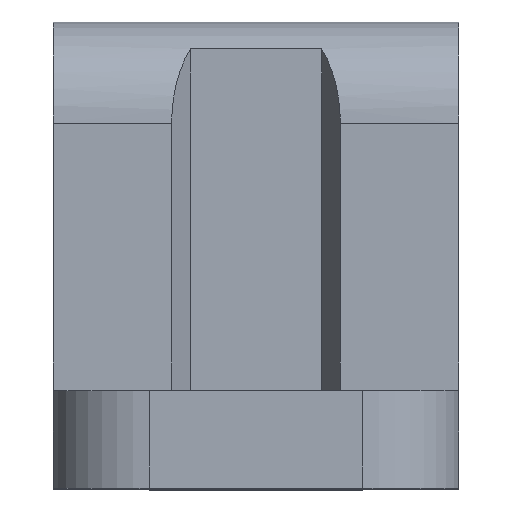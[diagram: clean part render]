
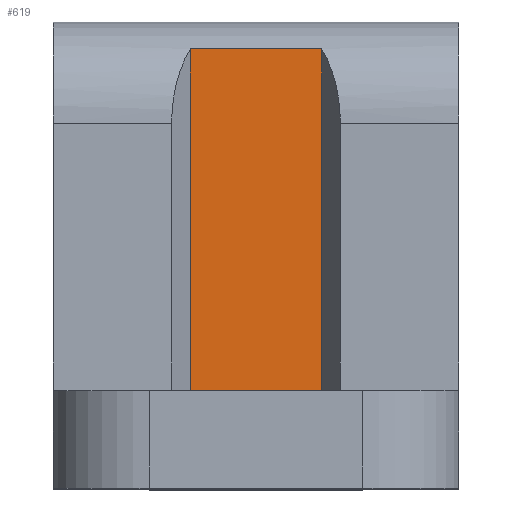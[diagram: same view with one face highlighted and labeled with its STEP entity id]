
A CAD part, top view. The second image highlights one B-rep face of the part: STEP entity #619.
In plain terms, the highlighted planar face has unit normal (0, 0, 1).
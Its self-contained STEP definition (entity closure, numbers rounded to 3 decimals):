
#27 = LINE ( 'NONE', #966, #894 ) ;
#51 = LINE ( 'NONE', #533, #943 ) ;
#73 = CARTESIAN_POINT ( 'NONE',  ( 6.617, -5.832, 6.865 ) ) ;
#124 = VERTEX_POINT ( 'NONE', #1297 ) ;
#231 = CARTESIAN_POINT ( 'NONE',  ( 3.383, 20.418, 6.865 ) ) ;
#249 = ORIENTED_EDGE ( 'NONE', *, *, #478, .F. ) ;
#251 = CARTESIAN_POINT ( 'NONE',  ( 3.383, 3.851, 6.865 ) ) ;
#340 = DIRECTION ( 'NONE',  ( 0., 0., 1. ) ) ;
#341 = ORIENTED_EDGE ( 'NONE', *, *, #580, .T. ) ;
#376 = EDGE_CURVE ( 'NONE', #124, #1486, #27, .T. ) ;
#411 = VECTOR ( 'NONE', #655, 1000. ) ;
#425 = DIRECTION ( 'NONE',  ( -1., 0., 0. ) ) ;
#458 = ORIENTED_EDGE ( 'NONE', *, *, #376, .T. ) ;
#478 = EDGE_CURVE ( 'NONE', #484, #808, #51, .T. ) ;
#484 = VERTEX_POINT ( 'NONE', #73 ) ;
#533 = CARTESIAN_POINT ( 'NONE',  ( 6.617, -5.832, 6.865 ) ) ;
#561 = ORIENTED_EDGE ( 'NONE', *, *, #834, .F. ) ;
#580 = EDGE_CURVE ( 'NONE', #1486, #808, #1265, .T. ) ;
#614 = EDGE_LOOP ( 'NONE', ( #458, #341, #249, #561 ) ) ;
#619 = ADVANCED_FACE ( 'NONE', ( #1506 ), #703, .T. ) ;
#655 = DIRECTION ( 'NONE',  ( 0., -1., 0. ) ) ;
#677 = DIRECTION ( 'NONE',  ( 0., -1., 0. ) ) ;
#703 = PLANE ( 'NONE',  #1314 ) ;
#738 = CARTESIAN_POINT ( 'NONE',  ( 3.383, -5.832, 6.865 ) ) ;
#791 = DIRECTION ( 'NONE',  ( 0., -1., 0. ) ) ;
#808 = VERTEX_POINT ( 'NONE', #738 ) ;
#834 = EDGE_CURVE ( 'NONE', #124, #484, #1240, .T. ) ;
#894 = VECTOR ( 'NONE', #1108, 1000. ) ;
#943 = VECTOR ( 'NONE', #425, 1000. ) ;
#966 = CARTESIAN_POINT ( 'NONE',  ( 10., 3.851, 6.865 ) ) ;
#998 = VECTOR ( 'NONE', #677, 1000. ) ;
#1108 = DIRECTION ( 'NONE',  ( -1., 0., 0. ) ) ;
#1240 = LINE ( 'NONE', #1345, #411 ) ;
#1265 = LINE ( 'NONE', #231, #998 ) ;
#1297 = CARTESIAN_POINT ( 'NONE',  ( 6.617, 3.851, 6.865 ) ) ;
#1314 = AXIS2_PLACEMENT_3D ( 'NONE', #1522, #340, #791 ) ;
#1345 = CARTESIAN_POINT ( 'NONE',  ( 6.617, 20.418, 6.865 ) ) ;
#1486 = VERTEX_POINT ( 'NONE', #251 ) ;
#1506 = FACE_OUTER_BOUND ( 'NONE', #614, .T. ) ;
#1522 = CARTESIAN_POINT ( 'NONE',  ( 6.617, 20.418, 6.865 ) ) ;
